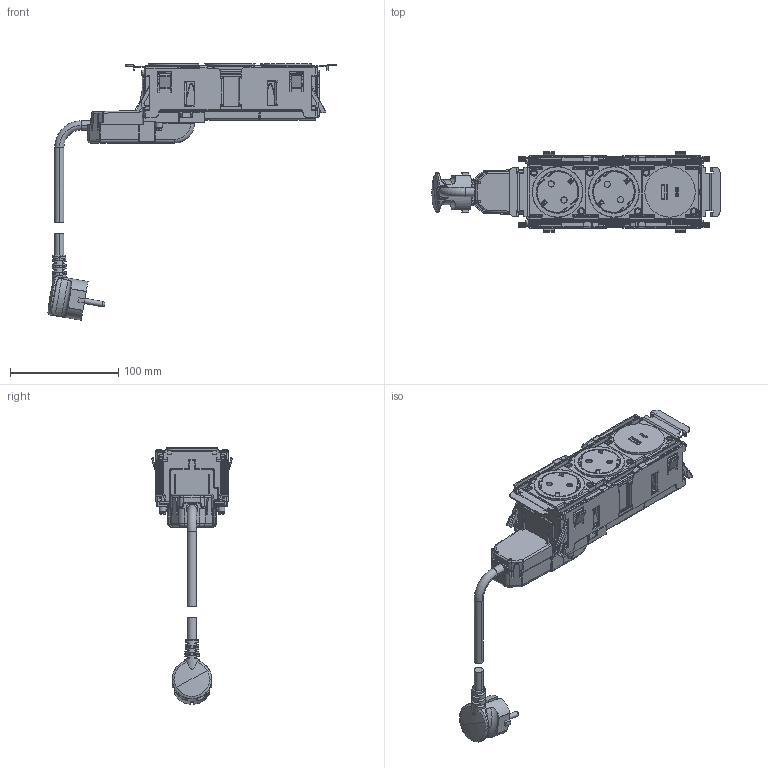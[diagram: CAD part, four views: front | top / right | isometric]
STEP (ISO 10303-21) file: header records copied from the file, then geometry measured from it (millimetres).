
FILE_DESCRIPTION(('CATIA V5 STEP Exchange','CAx-IF Rec.Pracs.--- Model Styling and Organization---1.5--- 2016-08-15','CAx-IF Rec.Pracs.---Supplemental Geometry---1.0---2011-11-01','CAx-IF Rec.Pracs.--- Composite Materials ---1.1---2010-07-15'),'2;1');
FILE_NAME('DISQ''IN\LG-654747_AllCATPart.stp','2023-04-27T14:59:27+00:00',('none'),('none'),'CATIA Version 5-6 Release 2020 SP3','CATIA V5 STEP AP214 v2','none');
FILE_SCHEMA(('AUTOMOTIVE_DESIGN { 1 0 10303 214 1 1 1 1 }'));
Products named in the file (1): LG-654747_AllCATPart
Bounding box: 265.93 x 73.85 x 236.89 mm (x, y, z)
Volume: 205904.2 mm3; surface area: 229918.6 mm2
Topology: 51 solids, 52 shells, 4226 faces, 11533 edges, 7322 vertices
Faces by surface type: plane 2010, cylinder 1210, bspline 348, cone 291, torus 265, sphere 92, extrusion 8, revolution 2
Entity records: 144378 total; most frequent: CARTESIAN_POINT 47251, ORIENTED_EDGE 22858, DIRECTION 15297, EDGE_CURVE 11429, VERTEX_POINT 7322, VECTOR 6107, LINE 6099, AXIS2_PLACEMENT_3D 6018
